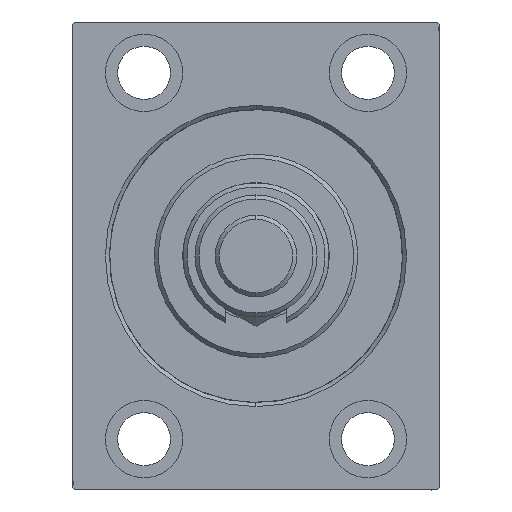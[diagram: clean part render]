
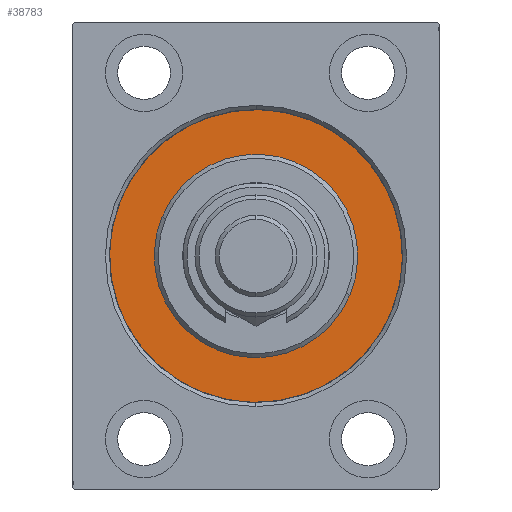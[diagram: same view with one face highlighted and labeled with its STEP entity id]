
A CAD part, left-side view. The second image highlights one B-rep face of the part: STEP entity #38783.
In plain terms, the highlighted face is planar.
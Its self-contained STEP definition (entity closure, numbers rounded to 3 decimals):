
#463 = AXIS2_PLACEMENT_3D ( 'NONE', #3410, #14265, #18047 ) ;
#603 = CIRCLE ( 'NONE', #14155, 36. ) ;
#788 = VERTEX_POINT ( 'NONE', #32889 ) ;
#1552 = CARTESIAN_POINT ( 'NONE',  ( 0., 0., 0. ) ) ;
#1751 = VERTEX_POINT ( 'NONE', #19349 ) ;
#3171 = FACE_BOUND ( 'NONE', #11609, .T. ) ;
#3410 = CARTESIAN_POINT ( 'NONE',  ( 0., 0., 0. ) ) ;
#3726 = ORIENTED_EDGE ( 'NONE', *, *, #33336, .F. ) ;
#3950 = DIRECTION ( 'NONE',  ( 0., 0., 1. ) ) ;
#4735 = EDGE_CURVE ( 'NONE', #16804, #788, #603, .T. ) ;
#4856 = DIRECTION ( 'NONE',  ( 1., 0., 0. ) ) ;
#5156 = AXIS2_PLACEMENT_3D ( 'NONE', #1552, #4856, #26570 ) ;
#5313 = ORIENTED_EDGE ( 'NONE', *, *, #11152, .F. ) ;
#7161 = ORIENTED_EDGE ( 'NONE', *, *, #4735, .F. ) ;
#7779 = CIRCLE ( 'NONE', #38712, 36. ) ;
#8921 = CIRCLE ( 'NONE', #5156, 25. ) ;
#11152 = EDGE_CURVE ( 'NONE', #41448, #1751, #8921, .T. ) ;
#11609 = EDGE_LOOP ( 'NONE', ( #15924, #5313 ) ) ;
#12021 = EDGE_CURVE ( 'NONE', #1751, #41448, #14258, .T. ) ;
#13039 = CARTESIAN_POINT ( 'NONE',  ( 0., 0., 36. ) ) ;
#14155 = AXIS2_PLACEMENT_3D ( 'NONE', #29961, #43891, #22862 ) ;
#14258 = CIRCLE ( 'NONE', #17249, 25. ) ;
#14265 = DIRECTION ( 'NONE',  ( -1., 0., 0. ) ) ;
#15924 = ORIENTED_EDGE ( 'NONE', *, *, #12021, .F. ) ;
#16238 = DIRECTION ( 'NONE',  ( 1., 0., 0. ) ) ;
#16804 = VERTEX_POINT ( 'NONE', #13039 ) ;
#17249 = AXIS2_PLACEMENT_3D ( 'NONE', #45507, #16238, #41964 ) ;
#18047 = DIRECTION ( 'NONE',  ( 0., 0., 1. ) ) ;
#19349 = CARTESIAN_POINT ( 'NONE',  ( 0., 0., 25. ) ) ;
#21350 = PLANE ( 'NONE',  #463 ) ;
#21658 = DIRECTION ( 'NONE',  ( -1., 0., 0. ) ) ;
#21896 = CARTESIAN_POINT ( 'NONE',  ( 0., 0., 0. ) ) ;
#22862 = DIRECTION ( 'NONE',  ( 0., 0., 1. ) ) ;
#26570 = DIRECTION ( 'NONE',  ( 0., 0., -1. ) ) ;
#28905 = FACE_OUTER_BOUND ( 'NONE', #43553, .T. ) ;
#29961 = CARTESIAN_POINT ( 'NONE',  ( 0., 0., 0. ) ) ;
#32889 = CARTESIAN_POINT ( 'NONE',  ( 0., 0., -36. ) ) ;
#33336 = EDGE_CURVE ( 'NONE', #788, #16804, #7779, .T. ) ;
#37562 = CARTESIAN_POINT ( 'NONE',  ( 0., 0., -25. ) ) ;
#38712 = AXIS2_PLACEMENT_3D ( 'NONE', #21896, #21658, #3950 ) ;
#38783 = ADVANCED_FACE ( 'NONE', ( #3171, #28905 ), #21350, .F. ) ;
#41448 = VERTEX_POINT ( 'NONE', #37562 ) ;
#41964 = DIRECTION ( 'NONE',  ( 0., 0., -1. ) ) ;
#43553 = EDGE_LOOP ( 'NONE', ( #3726, #7161 ) ) ;
#43891 = DIRECTION ( 'NONE',  ( -1., 0., 0. ) ) ;
#45507 = CARTESIAN_POINT ( 'NONE',  ( 0., 0., 0. ) ) ;
